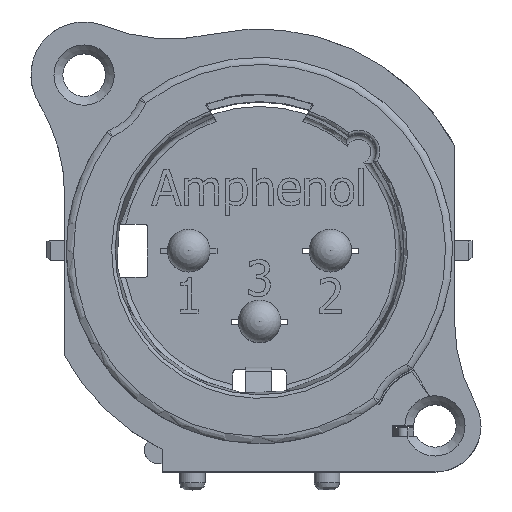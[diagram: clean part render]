
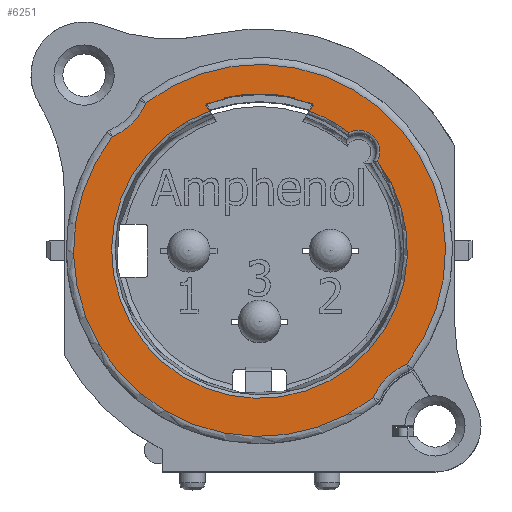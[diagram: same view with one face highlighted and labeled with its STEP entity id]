
A CAD part, top view. The second image highlights one B-rep face of the part: STEP entity #6251.
In plain terms, the highlighted planar face has unit normal (0, 0, 1).
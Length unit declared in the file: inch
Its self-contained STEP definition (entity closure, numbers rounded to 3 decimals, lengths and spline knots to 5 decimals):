
#2890=CARTESIAN_POINT('',(-0.25276,0.32711,0.1063));
#2891=VERTEX_POINT('',#2890);
#2915=CARTESIAN_POINT('',(-0.32711,0.25276,0.1063));
#2916=VERTEX_POINT('',#2915);
#2924=CARTESIAN_POINT('',(-0.38,0.38,0.1063));
#2925=DIRECTION('',(0.0,0.0,1.0));
#2926=DIRECTION('',(0.384,-0.923,0.0));
#2927=AXIS2_PLACEMENT_3D('',#2924,#2925,#2926);
#2928=CIRCLE('',#2927,0.1378);
#2929=EDGE_CURVE('',#2916,#2891,#2928,.T.);
#2942=CARTESIAN_POINT('',(0.25276,-0.32711,0.1063));
#2943=VERTEX_POINT('',#2942);
#2951=CARTESIAN_POINT('',(0.,0.0,0.1063));
#2952=DIRECTION('',(0.0,0.0,-1.0));
#2953=DIRECTION('',(0.611,-0.791,0.0));
#2954=AXIS2_PLACEMENT_3D('',#2951,#2952,#2953);
#2955=CIRCLE('',#2954,0.41339);
#2956=EDGE_CURVE('',#2943,#2916,#2955,.T.);
#6138=CARTESIAN_POINT('',(-0.19,0.19,0.1063));
#6139=DIRECTION('',(0.0,0.0,1.0));
#6140=DIRECTION('',(1.0,0.0,0.0));
#6141=AXIS2_PLACEMENT_3D('',#6138,#6139,#6140);
#6142=PLANE('',#6141);
#6143=CARTESIAN_POINT('',(0.32711,-0.25276,0.1063));
#6144=VERTEX_POINT('',#6143);
#6145=CARTESIAN_POINT('',(0.,0.0,0.1063));
#6146=DIRECTION('',(0.0,0.0,-1.0));
#6147=DIRECTION('',(-0.611,0.791,0.0));
#6148=AXIS2_PLACEMENT_3D('',#6145,#6146,#6147);
#6149=CIRCLE('',#6148,0.41339);
#6150=EDGE_CURVE('',#2891,#6144,#6149,.T.);
#6151=ORIENTED_EDGE('',*,*,#6150,.F.);
#6152=ORIENTED_EDGE('',*,*,#2929,.F.);
#6153=ORIENTED_EDGE('',*,*,#2956,.F.);
#6154=CARTESIAN_POINT('',(0.38,-0.38,0.1063));
#6155=DIRECTION('',(0.0,0.0,1.0));
#6156=DIRECTION('',(-0.384,0.923,0.0));
#6157=AXIS2_PLACEMENT_3D('',#6154,#6155,#6156);
#6158=CIRCLE('',#6157,0.1378);
#6159=EDGE_CURVE('',#6144,#2943,#6158,.T.);
#6160=ORIENTED_EDGE('',*,*,#6159,.F.);
#6161=EDGE_LOOP('',(#6151,#6152,#6153,#6160));
#6162=FACE_OUTER_BOUND('',#6161,.T.);
#6163=CARTESIAN_POINT('',(0.19842,0.26199,0.1063));
#6164=VERTEX_POINT('',#6163);
#6165=CARTESIAN_POINT('',(0.11051,0.30951,0.1063));
#6166=VERTEX_POINT('',#6165);
#6167=CARTESIAN_POINT('',(0.,0.0,0.1063));
#6168=DIRECTION('',(0.0,0.0,1.0));
#6169=DIRECTION('',(0.604,0.797,0.0));
#6170=AXIS2_PLACEMENT_3D('',#6167,#6168,#6169);
#6171=CIRCLE('',#6170,0.32865);
#6172=EDGE_CURVE('',#6164,#6166,#6171,.T.);
#6173=ORIENTED_EDGE('',*,*,#6172,.F.);
#6174=CARTESIAN_POINT('',(0.26199,0.19842,0.1063));
#6175=VERTEX_POINT('',#6174);
#6176=CARTESIAN_POINT('',(0.21993,0.21993,0.1063));
#6177=DIRECTION('',(0.0,0.0,1.0));
#6178=DIRECTION('',(0.89,-0.455,0.0));
#6179=AXIS2_PLACEMENT_3D('',#6176,#6177,#6178);
#6180=CIRCLE('',#6179,0.04724);
#6181=EDGE_CURVE('',#6175,#6164,#6180,.T.);
#6182=ORIENTED_EDGE('',*,*,#6181,.F.);
#6183=CARTESIAN_POINT('',(-0.11051,0.30951,0.1063));
#6184=VERTEX_POINT('',#6183);
#6185=CARTESIAN_POINT('',(0.,0.0,0.1063));
#6186=DIRECTION('',(0.0,0.0,1.0));
#6187=DIRECTION('',(-0.336,0.942,0.0));
#6188=AXIS2_PLACEMENT_3D('',#6185,#6186,#6187);
#6189=CIRCLE('',#6188,0.32865);
#6190=EDGE_CURVE('',#6184,#6175,#6189,.T.);
#6191=ORIENTED_EDGE('',*,*,#6190,.F.);
#6192=CARTESIAN_POINT('',(-0.11948,0.32311,0.1063));
#6193=VERTEX_POINT('',#6192);
#6194=CARTESIAN_POINT('',(-0.11948,0.32311,0.1063));
#6195=DIRECTION('',(0.55,-0.835,0.0));
#6196=VECTOR('',#6195,0.01628);
#6197=LINE('',#6194,#6196);
#6198=EDGE_CURVE('',#6193,#6184,#6197,.T.);
#6199=ORIENTED_EDGE('',*,*,#6198,.F.);
#6200=CARTESIAN_POINT('',(-0.07874,0.33537,0.1063));
#6201=VERTEX_POINT('',#6200);
#6202=CARTESIAN_POINT('',(0.,0.0,0.1063));
#6203=DIRECTION('',(0.0,0.0,1.0));
#6204=DIRECTION('',(-0.229,0.974,0.0));
#6205=AXIS2_PLACEMENT_3D('',#6202,#6203,#6204);
#6206=CIRCLE('',#6205,0.34449);
#6207=EDGE_CURVE('',#6201,#6193,#6206,.T.);
#6208=ORIENTED_EDGE('',*,*,#6207,.F.);
#6209=CARTESIAN_POINT('',(-0.07874,0.33941,0.1063));
#6210=VERTEX_POINT('',#6209);
#6211=CARTESIAN_POINT('',(-0.07874,0.33941,0.1063));
#6212=DIRECTION('',(0.,-1.0,0.0));
#6213=VECTOR('',#6212,0.00404);
#6214=LINE('',#6211,#6213);
#6215=EDGE_CURVE('',#6210,#6201,#6214,.T.);
#6216=ORIENTED_EDGE('',*,*,#6215,.F.);
#6217=CARTESIAN_POINT('',(0.07874,0.33941,0.1063));
#6218=VERTEX_POINT('',#6217);
#6219=CARTESIAN_POINT('',(0.,0.0,0.1063));
#6220=DIRECTION('',(0.0,0.0,1.0));
#6221=DIRECTION('',(0.226,0.974,0.0));
#6222=AXIS2_PLACEMENT_3D('',#6219,#6220,#6221);
#6223=CIRCLE('',#6222,0.34843);
#6224=EDGE_CURVE('',#6218,#6210,#6223,.T.);
#6225=ORIENTED_EDGE('',*,*,#6224,.F.);
#6226=CARTESIAN_POINT('',(0.07874,0.33537,0.1063));
#6227=VERTEX_POINT('',#6226);
#6228=CARTESIAN_POINT('',(0.07874,0.33537,0.1063));
#6229=DIRECTION('',(0.,1.0,0.0));
#6230=VECTOR('',#6229,0.00404);
#6231=LINE('',#6228,#6230);
#6232=EDGE_CURVE('',#6227,#6218,#6231,.T.);
#6233=ORIENTED_EDGE('',*,*,#6232,.F.);
#6234=CARTESIAN_POINT('',(0.11948,0.32311,0.1063));
#6235=VERTEX_POINT('',#6234);
#6236=CARTESIAN_POINT('',(0.,0.0,0.1063));
#6237=DIRECTION('',(0.0,0.0,1.0));
#6238=DIRECTION('',(0.347,0.938,0.0));
#6239=AXIS2_PLACEMENT_3D('',#6236,#6237,#6238);
#6240=CIRCLE('',#6239,0.34449);
#6241=EDGE_CURVE('',#6235,#6227,#6240,.T.);
#6242=ORIENTED_EDGE('',*,*,#6241,.F.);
#6243=CARTESIAN_POINT('',(0.11051,0.30951,0.1063));
#6244=DIRECTION('',(0.55,0.835,0.0));
#6245=VECTOR('',#6244,0.01628);
#6246=LINE('',#6243,#6245);
#6247=EDGE_CURVE('',#6166,#6235,#6246,.T.);
#6248=ORIENTED_EDGE('',*,*,#6247,.F.);
#6249=EDGE_LOOP('',(#6173,#6182,#6191,#6199,#6208,#6216,#6225,#6233,#6242,#6248));
#6250=FACE_BOUND('',#6249,.T.);
#6251=ADVANCED_FACE('',(#6162,#6250),#6142,.T.);
